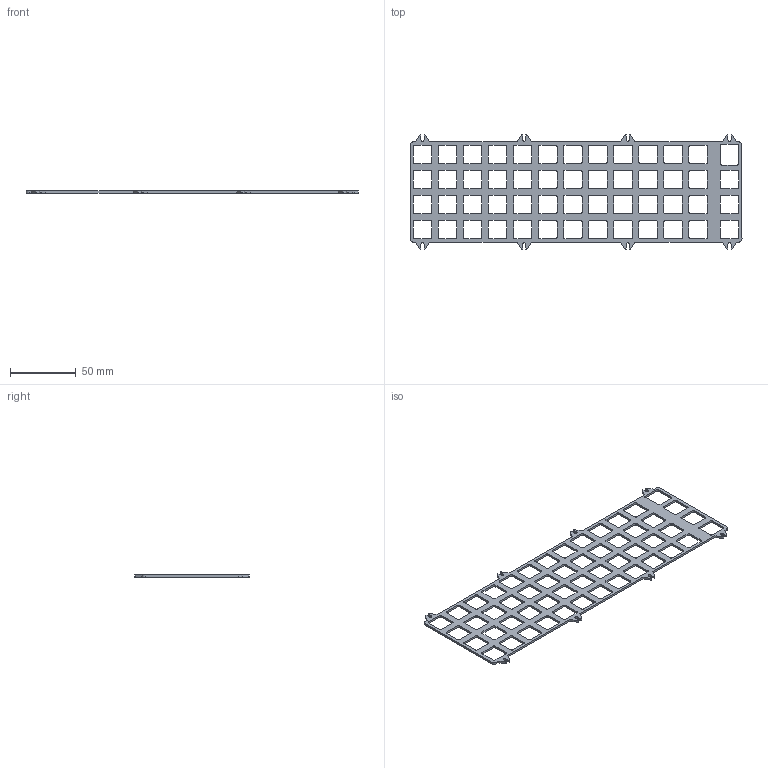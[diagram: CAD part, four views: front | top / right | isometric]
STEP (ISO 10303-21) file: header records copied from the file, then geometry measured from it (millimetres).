
FILE_DESCRIPTION(('KiCad electronic assembly'),'2;1');
FILE_NAME('top_plate.step','2022-01-31T23:21:16',('Pcbnew'),('Kicad'), 'Open CASCADE STEP processor 7.6','KiCad to STEP converter','Unknown' );
FILE_SCHEMA(('AUTOMOTIVE_DESIGN { 1 0 10303 214 1 1 1 1 }'));
Length unit declared in the file: millimetre
Products named in the file (2): top_plate 1; top_plate PCB
Assembly tree (1 placements, depth 2):
  top_plate 1
    top_plate PCB
Bounding box: 252.41 x 86.92 x 1.6 mm (x, y, z)
Volume: 14852.3 mm3; surface area: 24315.9 mm2
Topology: 1 solids, 1 shells, 506 faces, 1512 edges, 1008 vertices
Faces by surface type: plane 270, cylinder 236
Entity records: 38455 total; most frequent: CARTESIAN_POINT 8884, DIRECTION 5552, LINE 3592, VECTOR 3592, ORIENTED_EDGE 3024, PCURVE 3024, DEFINITIONAL_REPRESENTATION 3024, EDGE_CURVE 1512
